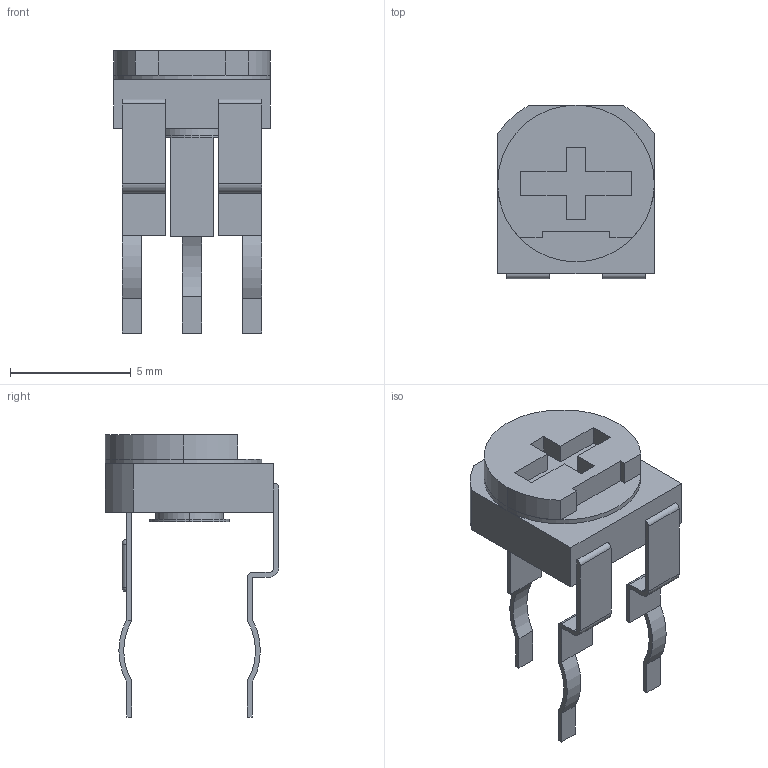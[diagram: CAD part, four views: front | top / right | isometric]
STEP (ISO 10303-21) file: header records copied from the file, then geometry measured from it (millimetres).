
FILE_DESCRIPTION (( 'STEP AP214' ), '1' );
FILE_NAME ('RES-ADJ-SMD_RM065-V1.step', '2022-07-28T08:38:17', ( '' ), ( '' ), 'SwSTEP 2.0', 'SolidWorks 2020', '' );
FILE_SCHEMA (( 'AUTOMOTIVE_DESIGN' ));
Length unit declared in the file: millimetre
Products named in the file (1): RES-ADJ-SMD_RM065-V1
Bounding box: 6.5 x 7.2 x 11.7 mm (x, y, z)
Volume: 130.1 mm3; surface area: 376 mm2
Topology: 3 solids, 3 shells, 347 faces, 933 edges, 611 vertices
Faces by surface type: plane 214, bspline 98, cylinder 31, sphere 4
Entity records: 15111 total; most frequent: CARTESIAN_POINT 3194, ORIENTED_EDGE 1858, DIRECTION 1296, EDGE_CURVE 929, VECTOR 662, LINE 662, VERTEX_POINT 611, EDGE_LOOP 370
